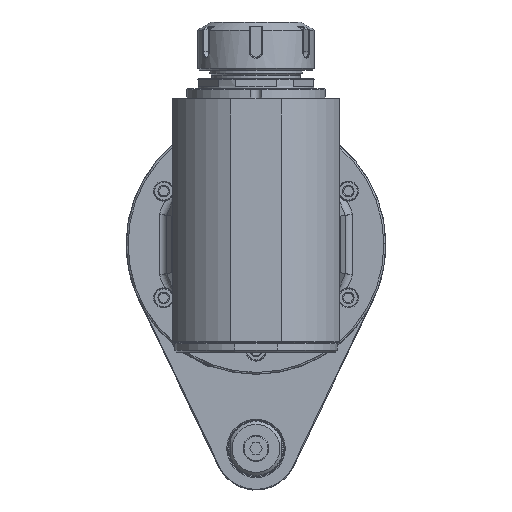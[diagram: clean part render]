
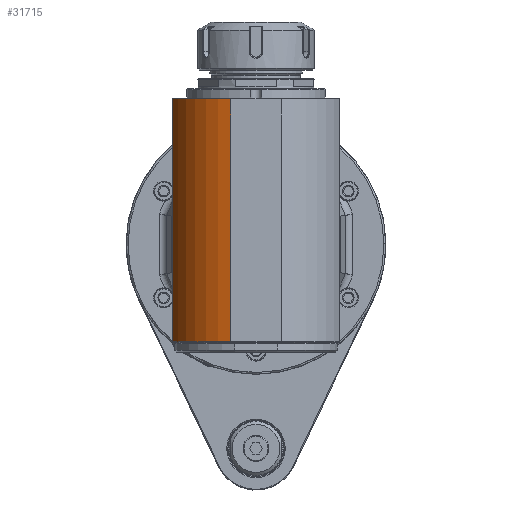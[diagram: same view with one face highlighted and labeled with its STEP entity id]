
A CAD part, front view. The second image highlights one B-rep face of the part: STEP entity #31715.
In plain terms, the highlighted cylindrical face has radius 47.5 mm (diameter 95 mm), a partial arc.
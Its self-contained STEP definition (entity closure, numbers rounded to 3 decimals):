
#2410=LINE('',#55276,#5187);
#2411=LINE('',#55281,#5188);
#5187=VECTOR('',#40182,10.);
#5188=VECTOR('',#40187,10.);
#6934=CYLINDRICAL_SURFACE('',#34346,47.5);
#8087=FACE_OUTER_BOUND('',#10048,.T.);
#10048=EDGE_LOOP('',(#24525,#24526,#24527,#24528));
#11970=CIRCLE('',#34347,47.5);
#11971=CIRCLE('',#34348,47.5);
#13105=VERTEX_POINT('',#48795);
#14004=VERTEX_POINT('',#55255);
#14008=VERTEX_POINT('',#55278);
#14009=VERTEX_POINT('',#55280);
#17801=EDGE_CURVE('',#14004,#13105,#2410,.T.);
#17802=EDGE_CURVE('',#14008,#14004,#11970,.T.);
#17803=EDGE_CURVE('',#14008,#14009,#2411,.T.);
#17804=EDGE_CURVE('',#13105,#14009,#11971,.T.);
#24525=ORIENTED_EDGE('',*,*,#17802,.F.);
#24526=ORIENTED_EDGE('',*,*,#17803,.T.);
#24527=ORIENTED_EDGE('',*,*,#17804,.F.);
#24528=ORIENTED_EDGE('',*,*,#17801,.F.);
#31715=ADVANCED_FACE('',(#8087),#6934,.T.);
#34346=AXIS2_PLACEMENT_3D('',#55277,#40183,#40184);
#34347=AXIS2_PLACEMENT_3D('',#55279,#40185,#40186);
#34348=AXIS2_PLACEMENT_3D('',#55282,#40188,#40189);
#40182=DIRECTION('',(0.,0.,1.));
#40183=DIRECTION('center_axis',(0.,0.,1.));
#40184=DIRECTION('ref_axis',(1.,0.,0.));
#40185=DIRECTION('center_axis',(0.,0.,-1.));
#40186=DIRECTION('ref_axis',(-0.287,-0.958,0.));
#40187=DIRECTION('',(0.,0.,1.));
#40188=DIRECTION('center_axis',(0.,0.,1.));
#40189=DIRECTION('ref_axis',(-0.947,-0.32,0.));
#48795=CARTESIAN_POINT('',(-45.,-189.707,78.5));
#55255=CARTESIAN_POINT('',(-45.,-189.707,-52.5));
#55276=CARTESIAN_POINT('',(-45.,-189.707,-84.9));
#55277=CARTESIAN_POINT('Origin',(0.,-174.5,-84.9));
#55278=CARTESIAN_POINT('',(-13.638,-220.,-52.5));
#55279=CARTESIAN_POINT('Origin',(0.,-174.5,-52.5));
#55280=CARTESIAN_POINT('',(-13.638,-220.,78.5));
#55281=CARTESIAN_POINT('',(-13.638,-220.,-84.9));
#55282=CARTESIAN_POINT('Origin',(0.,-174.5,78.5));
